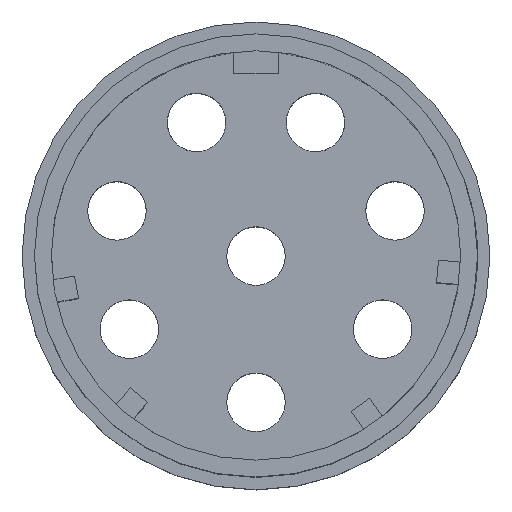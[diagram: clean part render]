
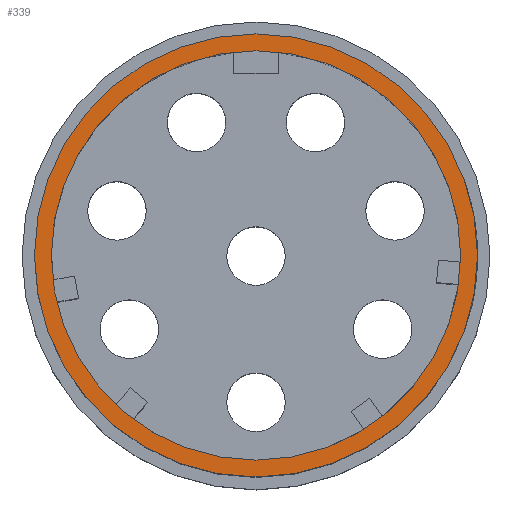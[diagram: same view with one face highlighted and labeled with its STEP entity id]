
A CAD part, top view. The second image highlights one B-rep face of the part: STEP entity #339.
In plain terms, the highlighted planar face has unit normal (0, 0, 1).
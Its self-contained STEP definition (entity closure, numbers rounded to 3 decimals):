
#169=PLANE('',#3002);
#339=ADVANCED_FACE('',(#479,#480),#169,.T.);
#479=FACE_BOUND('',#624,.T.);
#480=FACE_BOUND('',#625,.T.);
#624=EDGE_LOOP('',(#1084));
#625=EDGE_LOOP('',(#1085));
#1084=ORIENTED_EDGE('',*,*,#1789,.F.);
#1085=ORIENTED_EDGE('',*,*,#1574,.F.);
#1324=VERTEX_POINT('',#4034);
#1502=VERTEX_POINT('',#4695);
#1574=EDGE_CURVE('',#1324,#1324,#1988,.T.);
#1789=EDGE_CURVE('',#1502,#1502,#2067,.T.);
#1988=CIRCLE('',#2849,9.85);
#2067=CIRCLE('',#3001,9.1);
#2849=AXIS2_PLACEMENT_3D('',#4033,#3170,#3171);
#3001=AXIS2_PLACEMENT_3D('',#4694,#3554,#3555);
#3002=AXIS2_PLACEMENT_3D('',#4696,#3556,#3557);
#3170=DIRECTION('',(0.,0.,-1.));
#3171=DIRECTION('',(1.,0.,0.));
#3554=DIRECTION('',(0.,0.,1.));
#3555=DIRECTION('',(1.,0.,0.));
#3556=DIRECTION('',(0.,0.,1.));
#3557=DIRECTION('',(1.,0.,0.));
#4033=CARTESIAN_POINT('',(0.,0.,7.));
#4034=CARTESIAN_POINT('',(9.85,0.,7.));
#4694=CARTESIAN_POINT('',(0.,0.,7.));
#4695=CARTESIAN_POINT('',(9.1,0.,7.));
#4696=CARTESIAN_POINT('',(-10.835,-10.835,7.));
